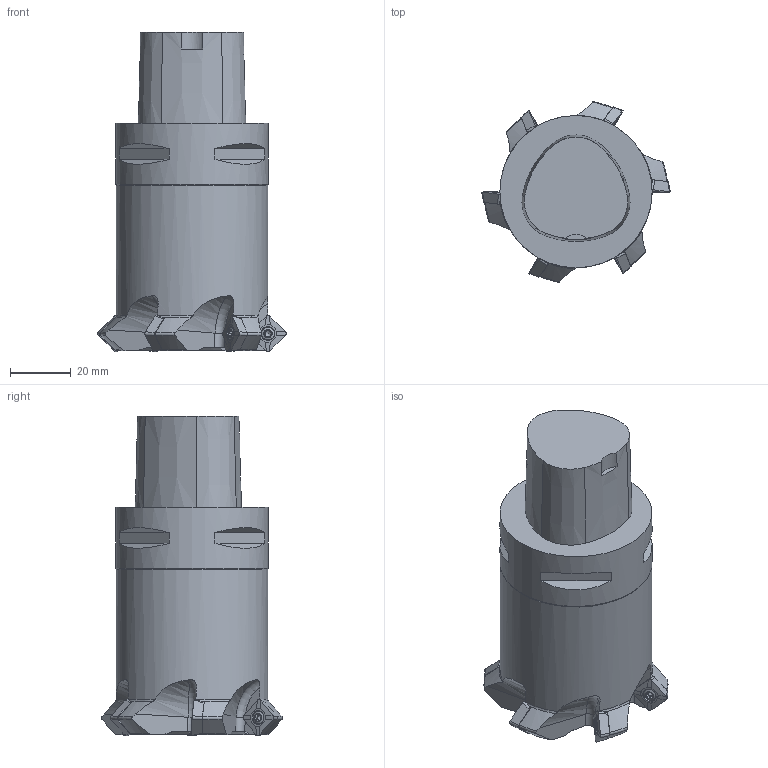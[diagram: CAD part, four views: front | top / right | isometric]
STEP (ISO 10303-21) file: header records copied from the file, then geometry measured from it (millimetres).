
FILE_DESCRIPTION(/* description */ (''),/* implementation_level */ '2;1');
FILE_NAME(/* name */ '1562213760928.stp',/* time_stamp */ '2019-07-04T09:46:11+05:00',/* author */ (''),/* organization */ ('SMS'),/* preprocessor_version */ 'ST-DEVELOPER v15',/* originating_system */ 'SIEMENS PLM Software NX 8.5',/* authorisation */ '');
FILE_SCHEMA (('AUTOMOTIVE_DESIGN { 1 0 10303 214 3 1 1 1 }'));
Length unit declared in the file: millimetre
Products named in the file (4): ASSEMBLY_CONSTRUCTION; 202410841mod000_00; 202445850mod000_00; 202445893mod000_00
Assembly tree (8 placements, depth 2):
  202445893mod000_00
    202445850mod000_00
    202410841mod000_00  x6
    ASSEMBLY_CONSTRUCTION
Bounding box: 61.9 x 59.36 x 105 mm (x, y, z)
Volume: 167318.9 mm3; surface area: 21708.7 mm2
Topology: 7 solids, 7 shells, 556 faces, 1489 edges, 983 vertices
Faces by surface type: plane 209, bspline 90, cone 84, extrusion 78, torus 55, cylinder 34, sphere 6
Full cylindrical faces by diameter (mm): 2 x1, 2.7 x6, 3 x6, 3.4 x6, 4.2 x6, 49.755 x1, 50 x1
Entity records: 20031 total; most frequent: CARTESIAN_POINT 9445, ORIENTED_EDGE 2228, DIRECTION 1962, EDGE_CURVE 1114, AXIS2_PLACEMENT_3D 796, VERTEX_POINT 746, EDGE_LOOP 516, B_SPLINE_CURVE_WITH_KNOTS 465
